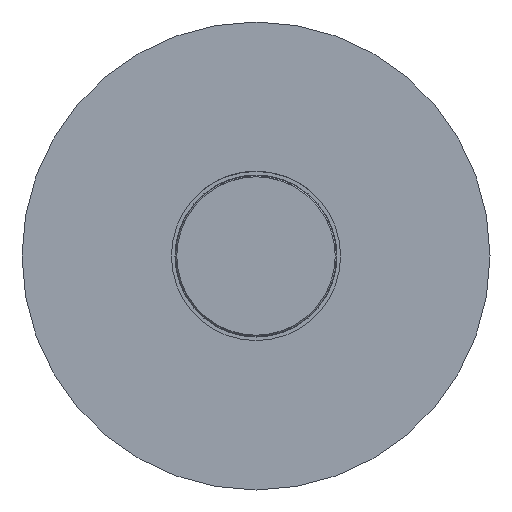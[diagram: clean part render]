
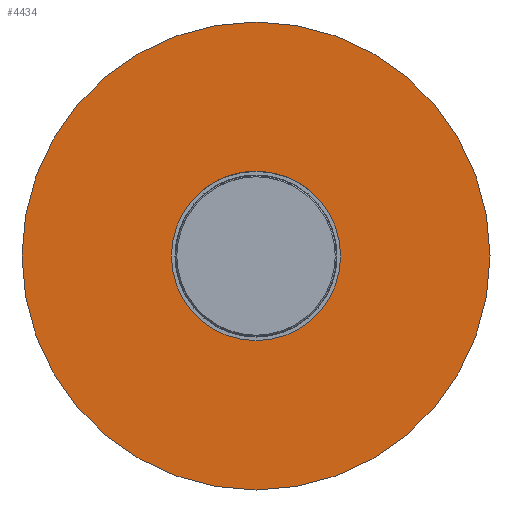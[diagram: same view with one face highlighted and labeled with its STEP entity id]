
A CAD part, front view. The second image highlights one B-rep face of the part: STEP entity #4434.
In plain terms, the highlighted planar face has unit normal (0, -1, 0).
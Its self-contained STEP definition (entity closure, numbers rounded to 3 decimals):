
#56 = DIRECTION ( 'NONE',  ( 0., 0., -1. ) ) ;
#177 = CARTESIAN_POINT ( 'NONE',  ( 0., 23.2, -6.5 ) ) ;
#192 = EDGE_LOOP ( 'NONE', ( #2995, #624 ) ) ;
#321 = CIRCLE ( 'NONE', #2569, 6.5 ) ;
#549 = VERTEX_POINT ( 'NONE', #1922 ) ;
#624 = ORIENTED_EDGE ( 'NONE', *, *, #630, .T. ) ;
#630 = EDGE_CURVE ( 'Defeature ausgef�hrt1_20+Defeature ausgef�hrt1_27+Defeature ausgef�hrt1_27+Defeature ausgef�hrt1_27', #549, #1797, #2286, .T. ) ;
#632 = AXIS2_PLACEMENT_3D ( 'NONE', #811, #1914, #56 ) ;
#811 = CARTESIAN_POINT ( 'NONE',  ( 0., 23.2, 0. ) ) ;
#1037 = DIRECTION ( 'NONE',  ( 0., 0., -1. ) ) ;
#1044 = AXIS2_PLACEMENT_3D ( 'NONE', #2285, #2648, #3797 ) ;
#1124 = CARTESIAN_POINT ( 'NONE',  ( 0., 23.2, 0. ) ) ;
#1269 = FACE_BOUND ( 'NONE', #192, .T. ) ;
#1371 = EDGE_CURVE ( 'Defeature ausgef�hrt1_19+Defeature ausgef�hrt1_20+Defeature ausgef�hrt1_20+Defeature ausgef�hrt1_20', #2749, #3917, #321, .T. ) ;
#1407 = CARTESIAN_POINT ( 'NONE',  ( 0., 23.2, 0. ) ) ;
#1489 = PLANE ( 'NONE',  #3718 ) ;
#1606 = AXIS2_PLACEMENT_3D ( 'NONE', #1407, #4073, #1037 ) ;
#1797 = VERTEX_POINT ( 'NONE', #2609 ) ;
#1858 = DIRECTION ( 'NONE',  ( 0., 0., -1. ) ) ;
#1872 = CARTESIAN_POINT ( 'NONE',  ( -6.5, 23.2, 0. ) ) ;
#1892 = DIRECTION ( 'NONE',  ( 0., 1., 0. ) ) ;
#1914 = DIRECTION ( 'NONE',  ( 0., 1., 0. ) ) ;
#1922 = CARTESIAN_POINT ( 'NONE',  ( 0., 23.2, 2. ) ) ;
#2088 = ORIENTED_EDGE ( 'NONE', *, *, #2493, .F. ) ;
#2099 = ORIENTED_EDGE ( 'NONE', *, *, #1371, .F. ) ;
#2277 = DIRECTION ( 'NONE',  ( 0., 0., -1. ) ) ;
#2285 = CARTESIAN_POINT ( 'NONE',  ( 0., 23.2, 0. ) ) ;
#2286 = CIRCLE ( 'NONE', #1044, 2. ) ;
#2383 = CARTESIAN_POINT ( 'NONE',  ( 0., 23.2, 6.5 ) ) ;
#2493 = EDGE_CURVE ( 'Defeature ausgef�hrt1_19+Defeature ausgef�hrt1_20+Defeature ausgef�hrt1_20+Defeature ausgef�hrt1_20', #3917, #2749, #3358, .T. ) ;
#2569 = AXIS2_PLACEMENT_3D ( 'NONE', #1124, #1892, #2277 ) ;
#2609 = CARTESIAN_POINT ( 'NONE',  ( 0., 23.2, -2. ) ) ;
#2618 = DIRECTION ( 'NONE',  ( 0., 1., 0. ) ) ;
#2648 = DIRECTION ( 'NONE',  ( 0., 1., 0. ) ) ;
#2749 = VERTEX_POINT ( 'NONE', #177 ) ;
#2995 = ORIENTED_EDGE ( 'NONE', *, *, #3280, .T. ) ;
#3266 = EDGE_LOOP ( 'NONE', ( #2099, #2088 ) ) ;
#3280 = EDGE_CURVE ( 'Defeature ausgef�hrt1_20+Defeature ausgef�hrt1_27+Defeature ausgef�hrt1_27+Defeature ausgef�hrt1_27', #1797, #549, #4623, .T. ) ;
#3358 = CIRCLE ( 'NONE', #632, 6.5 ) ;
#3416 = FACE_OUTER_BOUND ( 'NONE', #3266, .T. ) ;
#3718 = AXIS2_PLACEMENT_3D ( 'NONE', #1872, #2618, #1858 ) ;
#3797 = DIRECTION ( 'NONE',  ( 0., 0., -1. ) ) ;
#3917 = VERTEX_POINT ( 'NONE', #2383 ) ;
#4073 = DIRECTION ( 'NONE',  ( 0., 1., 0. ) ) ;
#4434 = ADVANCED_FACE ( 'Defeature ausgef�hrt1_20', ( #3416, #1269 ), #1489, .F. ) ;
#4623 = CIRCLE ( 'NONE', #1606, 2. ) ;
